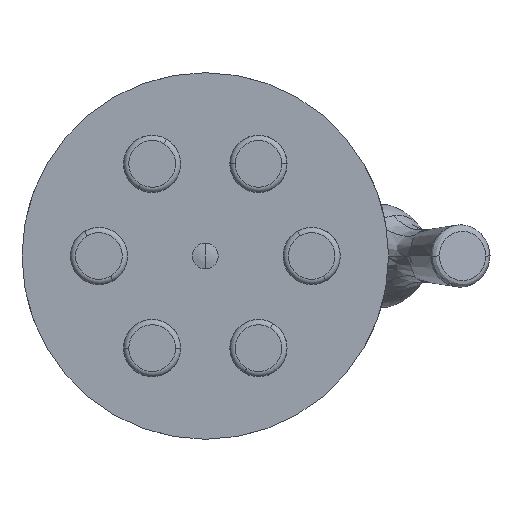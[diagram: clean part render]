
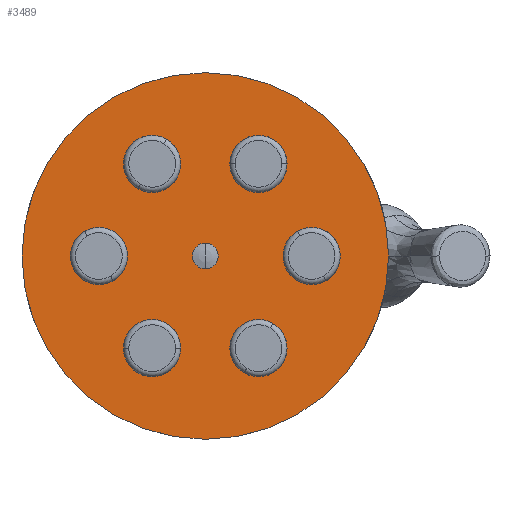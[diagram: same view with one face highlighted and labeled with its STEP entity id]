
A CAD part, front view. The second image highlights one B-rep face of the part: STEP entity #3489.
In plain terms, the highlighted planar face has unit normal (0, -1, 0).
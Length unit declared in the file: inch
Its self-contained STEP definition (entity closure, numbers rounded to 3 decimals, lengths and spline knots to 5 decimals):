
#156=CARTESIAN_POINT('',(0.4055,0.,0.70235));
#157=DIRECTION('',(0.,-1.,0.));
#158=DIRECTION('',(1.,0.,0.));
#159=AXIS2_PLACEMENT_3D('',#156,#157,#158);
#165=CARTESIAN_POINT('',(0.4055,0.,0.70235));
#166=DIRECTION('',(0.,-1.,0.));
#167=DIRECTION('',(-1.,0.,0.));
#168=AXIS2_PLACEMENT_3D('',#165,#166,#167);
#173=CARTESIAN_POINT('',(0.811,0.,0.));
#174=DIRECTION('',(0.,-1.,0.));
#175=DIRECTION('',(0.5,0.,-0.866));
#176=AXIS2_PLACEMENT_3D('',#173,#174,#175);
#181=CARTESIAN_POINT('',(0.811,0.,0.));
#182=DIRECTION('',(0.,-1.,0.));
#183=DIRECTION('',(-0.5,0.,0.866));
#184=AXIS2_PLACEMENT_3D('',#181,#182,#183);
#189=CARTESIAN_POINT('',(0.4055,0.,-0.70235));
#190=DIRECTION('',(0.,-1.,0.));
#191=DIRECTION('',(-0.5,0.,-0.866));
#192=AXIS2_PLACEMENT_3D('',#189,#190,#191);
#197=CARTESIAN_POINT('',(0.4055,0.,-0.70235));
#198=DIRECTION('',(0.,-1.,0.));
#199=DIRECTION('',(0.5,0.,0.866));
#200=AXIS2_PLACEMENT_3D('',#197,#198,#199);
#205=CARTESIAN_POINT('',(-0.4055,0.,-0.70235));
#206=DIRECTION('',(0.,-1.,0.));
#207=DIRECTION('',(-1.,0.,0.));
#208=AXIS2_PLACEMENT_3D('',#205,#206,#207);
#213=CARTESIAN_POINT('',(-0.4055,0.,-0.70235));
#214=DIRECTION('',(0.,-1.,0.));
#215=DIRECTION('',(1.,0.,0.));
#216=AXIS2_PLACEMENT_3D('',#213,#214,#215);
#221=CARTESIAN_POINT('',(-0.811,0.,0.));
#222=DIRECTION('',(0.,-1.,0.));
#223=DIRECTION('',(-0.5,0.,0.866));
#224=AXIS2_PLACEMENT_3D('',#221,#222,#223);
#229=CARTESIAN_POINT('',(-0.811,0.,0.));
#230=DIRECTION('',(0.,-1.,0.));
#231=DIRECTION('',(0.5,0.,-0.866));
#232=AXIS2_PLACEMENT_3D('',#229,#230,#231);
#237=CARTESIAN_POINT('',(-0.4055,0.,0.70235));
#238=DIRECTION('',(0.,-1.,0.));
#239=DIRECTION('',(0.5,0.,0.866));
#240=AXIS2_PLACEMENT_3D('',#237,#238,#239);
#245=CARTESIAN_POINT('',(-0.4055,0.,0.70235));
#246=DIRECTION('',(0.,-1.,0.));
#247=DIRECTION('',(-0.5,0.,-0.866));
#248=AXIS2_PLACEMENT_3D('',#245,#246,#247);
#253=CARTESIAN_POINT('',(0.,0.,0.));
#254=DIRECTION('',(0.,1.,0.));
#255=DIRECTION('',(0.,0.,1.));
#256=AXIS2_PLACEMENT_3D('',#253,#254,#255);
#261=CARTESIAN_POINT('',(0.,0.,0.));
#262=DIRECTION('',(0.,1.,0.));
#263=DIRECTION('',(0.,0.,-1.));
#264=AXIS2_PLACEMENT_3D('',#261,#262,#263);
#355=CARTESIAN_POINT('',(0.,0.,0.));
#356=DIRECTION('',(0.,1.,0.));
#357=DIRECTION('',(1.,0.,0.));
#358=AXIS2_PLACEMENT_3D('',#355,#356,#357);
#506=CARTESIAN_POINT('',(0.,0.,0.));
#507=DIRECTION('',(0.,-1.,0.));
#508=DIRECTION('',(1.,0.,0.));
#509=AXIS2_PLACEMENT_3D('',#506,#507,#508);
#3142=CARTESIAN_POINT('',(-1.3975,0.,0.));
#3144=VERTEX_POINT('',#3142);
#3146=CARTESIAN_POINT('',(1.3975,0.,0.));
#3147=VERTEX_POINT('',#3146);
#3200=CARTESIAN_POINT('',(0.62362,0.,0.70235));
#3201=CARTESIAN_POINT('',(0.18738,0.,0.70235));
#3202=VERTEX_POINT('',#3200);
#3203=VERTEX_POINT('',#3201);
#3212=CARTESIAN_POINT('',(0.92006,0.,-0.1889));
#3213=CARTESIAN_POINT('',(0.70194,0.,0.1889));
#3214=VERTEX_POINT('',#3212);
#3215=VERTEX_POINT('',#3213);
#3224=CARTESIAN_POINT('',(0.29644,0.,-0.89124));
#3225=CARTESIAN_POINT('',(0.51456,0.,-0.51345));
#3226=VERTEX_POINT('',#3224);
#3227=VERTEX_POINT('',#3225);
#3236=CARTESIAN_POINT('',(-0.62362,0.,-0.70235));
#3237=CARTESIAN_POINT('',(-0.18738,0.,-0.70235));
#3238=VERTEX_POINT('',#3236);
#3239=VERTEX_POINT('',#3237);
#3248=CARTESIAN_POINT('',(-0.92006,0.,0.1889));
#3249=CARTESIAN_POINT('',(-0.70194,0.,-0.1889));
#3250=VERTEX_POINT('',#3248);
#3251=VERTEX_POINT('',#3249);
#3260=CARTESIAN_POINT('',(-0.29644,0.,0.89124));
#3261=CARTESIAN_POINT('',(-0.51456,0.,0.51345));
#3262=VERTEX_POINT('',#3260);
#3263=VERTEX_POINT('',#3261);
#3305=CARTESIAN_POINT('',(0.,0.,0.0976));
#3306=CARTESIAN_POINT('',(0.,0.,-0.0976));
#3307=VERTEX_POINT('',#3305);
#3308=VERTEX_POINT('',#3306);
#3436=CARTESIAN_POINT('',(0.,0.,0.));
#3437=DIRECTION('',(0.,-1.,0.));
#3438=DIRECTION('',(-1.,0.,0.));
#3439=AXIS2_PLACEMENT_3D('',#3436,#3437,#3438);
#3440=PLANE('',#3439);
#3442=ORIENTED_EDGE('',*,*,#3441,.T.);
#3444=ORIENTED_EDGE('',*,*,#3443,.F.);
#3445=EDGE_LOOP('',(#3442,#3444));
#3446=FACE_OUTER_BOUND('',#3445,.F.);
#3448=ORIENTED_EDGE('',*,*,#3447,.T.);
#3450=ORIENTED_EDGE('',*,*,#3449,.T.);
#3451=EDGE_LOOP('',(#3448,#3450));
#3452=FACE_BOUND('',#3451,.F.);
#3454=ORIENTED_EDGE('',*,*,#3453,.T.);
#3456=ORIENTED_EDGE('',*,*,#3455,.T.);
#3457=EDGE_LOOP('',(#3454,#3456));
#3458=FACE_BOUND('',#3457,.F.);
#3460=ORIENTED_EDGE('',*,*,#3459,.T.);
#3462=ORIENTED_EDGE('',*,*,#3461,.T.);
#3463=EDGE_LOOP('',(#3460,#3462));
#3464=FACE_BOUND('',#3463,.F.);
#3466=ORIENTED_EDGE('',*,*,#3465,.T.);
#3468=ORIENTED_EDGE('',*,*,#3467,.T.);
#3469=EDGE_LOOP('',(#3466,#3468));
#3470=FACE_BOUND('',#3469,.F.);
#3472=ORIENTED_EDGE('',*,*,#3471,.T.);
#3474=ORIENTED_EDGE('',*,*,#3473,.T.);
#3475=EDGE_LOOP('',(#3472,#3474));
#3476=FACE_BOUND('',#3475,.F.);
#3478=ORIENTED_EDGE('',*,*,#3477,.T.);
#3480=ORIENTED_EDGE('',*,*,#3479,.T.);
#3481=EDGE_LOOP('',(#3478,#3480));
#3482=FACE_BOUND('',#3481,.F.);
#3484=ORIENTED_EDGE('',*,*,#3483,.F.);
#3486=ORIENTED_EDGE('',*,*,#3485,.F.);
#3487=EDGE_LOOP('',(#3484,#3486));
#3488=FACE_BOUND('',#3487,.F.);
#160=CIRCLE('',#159,0.21812);
#169=CIRCLE('',#168,0.21812);
#177=CIRCLE('',#176,0.21812);
#185=CIRCLE('',#184,0.21812);
#193=CIRCLE('',#192,0.21812);
#201=CIRCLE('',#200,0.21812);
#209=CIRCLE('',#208,0.21812);
#217=CIRCLE('',#216,0.21812);
#225=CIRCLE('',#224,0.21812);
#233=CIRCLE('',#232,0.21812);
#241=CIRCLE('',#240,0.21812);
#249=CIRCLE('',#248,0.21812);
#257=CIRCLE('',#256,0.0976);
#265=CIRCLE('',#264,0.0976);
#359=CIRCLE('',#358,1.3975);
#510=CIRCLE('',#509,1.3975);
#3441=EDGE_CURVE('',#3147,#3144,#359,.T.);
#3443=EDGE_CURVE('',#3147,#3144,#510,.T.);
#3447=EDGE_CURVE('',#3202,#3203,#160,.T.);
#3449=EDGE_CURVE('',#3203,#3202,#169,.T.);
#3453=EDGE_CURVE('',#3214,#3215,#177,.T.);
#3455=EDGE_CURVE('',#3215,#3214,#185,.T.);
#3459=EDGE_CURVE('',#3226,#3227,#193,.T.);
#3461=EDGE_CURVE('',#3227,#3226,#201,.T.);
#3465=EDGE_CURVE('',#3238,#3239,#209,.T.);
#3467=EDGE_CURVE('',#3239,#3238,#217,.T.);
#3471=EDGE_CURVE('',#3250,#3251,#225,.T.);
#3473=EDGE_CURVE('',#3251,#3250,#233,.T.);
#3477=EDGE_CURVE('',#3262,#3263,#241,.T.);
#3479=EDGE_CURVE('',#3263,#3262,#249,.T.);
#3483=EDGE_CURVE('',#3307,#3308,#257,.T.);
#3485=EDGE_CURVE('',#3308,#3307,#265,.T.);
#3489=ADVANCED_FACE('',(#3446,#3452,#3458,#3464,#3470,#3476,#3482,#3488),#3440,
.T.);
